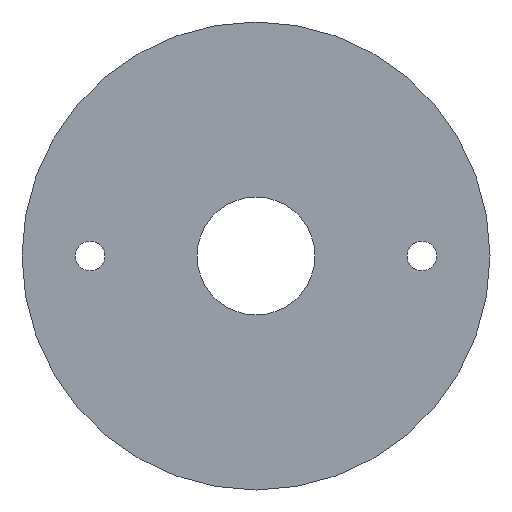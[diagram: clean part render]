
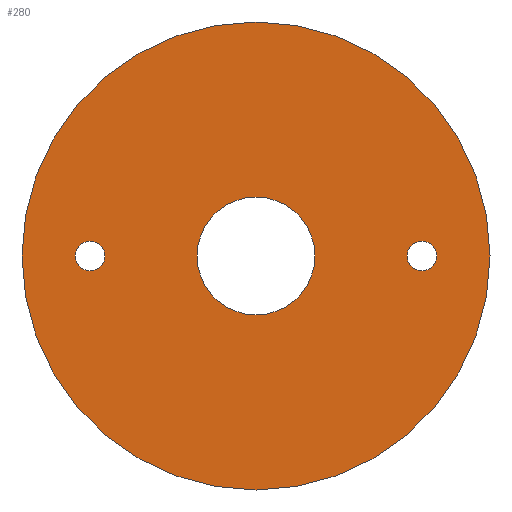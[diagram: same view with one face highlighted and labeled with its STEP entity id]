
A CAD part, front view. The second image highlights one B-rep face of the part: STEP entity #280.
In plain terms, the highlighted planar face has unit normal (0, -1, 0).
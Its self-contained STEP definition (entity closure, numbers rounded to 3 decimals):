
#8 = EDGE_LOOP ( 'NONE', ( #123, #117 ) ) ;
#10 = CIRCLE ( 'NONE', #245, 4. ) ;
#15 = EDGE_LOOP ( 'NONE', ( #89, #75 ) ) ;
#18 = ORIENTED_EDGE ( 'NONE', *, *, #241, .F. ) ;
#19 = FACE_BOUND ( 'NONE', #121, .T. ) ;
#21 = FACE_BOUND ( 'NONE', #8, .T. ) ;
#22 = FACE_OUTER_BOUND ( 'NONE', #108, .T. ) ;
#35 = CIRCLE ( 'NONE', #249, 63.5 ) ;
#46 = CIRCLE ( 'NONE', #389, 4. ) ;
#48 = CIRCLE ( 'NONE', #392, 16. ) ;
#49 = CIRCLE ( 'NONE', #268, 4. ) ;
#50 = CIRCLE ( 'NONE', #265, 4. ) ;
#60 = FACE_BOUND ( 'NONE', #15, .T. ) ;
#69 = CIRCLE ( 'NONE', #258, 63.5 ) ;
#70 = ORIENTED_EDGE ( 'NONE', *, *, #242, .T. ) ;
#75 = ORIENTED_EDGE ( 'NONE', *, *, #250, .T. ) ;
#84 = ORIENTED_EDGE ( 'NONE', *, *, #247, .F. ) ;
#89 = ORIENTED_EDGE ( 'NONE', *, *, #255, .T. ) ;
#90 = CIRCLE ( 'NONE', #252, 16. ) ;
#97 = ORIENTED_EDGE ( 'NONE', *, *, #271, .T. ) ;
#108 = EDGE_LOOP ( 'NONE', ( #18, #84 ) ) ;
#117 = ORIENTED_EDGE ( 'NONE', *, *, #262, .T. ) ;
#121 = EDGE_LOOP ( 'NONE', ( #97, #70 ) ) ;
#123 = ORIENTED_EDGE ( 'NONE', *, *, #261, .T. ) ;
#171 = CARTESIAN_POINT ( 'NONE',  ( 0., 0., -63.5 ) ) ;
#172 = VERTEX_POINT ( 'NONE', #225 ) ;
#174 = VERTEX_POINT ( 'NONE', #187 ) ;
#179 = DIRECTION ( 'NONE',  ( 0., 0., 1. ) ) ;
#180 = VERTEX_POINT ( 'NONE', #204 ) ;
#181 = CARTESIAN_POINT ( 'NONE',  ( 0., 0., 16. ) ) ;
#183 = CARTESIAN_POINT ( 'NONE',  ( 0., 0., 0. ) ) ;
#184 = DIRECTION ( 'NONE',  ( 0., 1., 0. ) ) ;
#187 = CARTESIAN_POINT ( 'NONE',  ( -45., 0., -4. ) ) ;
#188 = VERTEX_POINT ( 'NONE', #181 ) ;
#192 = DIRECTION ( 'NONE',  ( 0., 1., 0. ) ) ;
#195 = DIRECTION ( 'NONE',  ( 0., 0., 1. ) ) ;
#197 = CARTESIAN_POINT ( 'NONE',  ( -45., 0., 0. ) ) ;
#198 = CARTESIAN_POINT ( 'NONE',  ( 45., 0., 0. ) ) ;
#201 = CARTESIAN_POINT ( 'NONE',  ( 0., 0., 0. ) ) ;
#203 = CARTESIAN_POINT ( 'NONE',  ( 45., 0., -4. ) ) ;
#204 = CARTESIAN_POINT ( 'NONE',  ( -45., 0., 4. ) ) ;
#205 = CARTESIAN_POINT ( 'NONE',  ( 0., 0., 63.5 ) ) ;
#207 = DIRECTION ( 'NONE',  ( 0., 0., 1. ) ) ;
#208 = CARTESIAN_POINT ( 'NONE',  ( 45., 0., 4. ) ) ;
#209 = DIRECTION ( 'NONE',  ( 0., 1., 0. ) ) ;
#211 = VERTEX_POINT ( 'NONE', #203 ) ;
#215 = DIRECTION ( 'NONE',  ( 0., 0., 1. ) ) ;
#217 = VERTEX_POINT ( 'NONE', #171 ) ;
#219 = CARTESIAN_POINT ( 'NONE',  ( 0., 0., 0. ) ) ;
#220 = DIRECTION ( 'NONE',  ( 0., 0., 1. ) ) ;
#222 = DIRECTION ( 'NONE',  ( 0., 1., 0. ) ) ;
#225 = CARTESIAN_POINT ( 'NONE',  ( 0., 0., -16. ) ) ;
#229 = DIRECTION ( 'NONE',  ( 0., 1., 0. ) ) ;
#236 = VERTEX_POINT ( 'NONE', #205 ) ;
#237 = CARTESIAN_POINT ( 'NONE',  ( 45., 0., 0. ) ) ;
#238 = VERTEX_POINT ( 'NONE', #208 ) ;
#241 = EDGE_CURVE ( 'NONE', #217, #236, #69, .T. ) ;
#242 = EDGE_CURVE ( 'NONE', #188, #172, #90, .T. ) ;
#245 = AXIS2_PLACEMENT_3D ( 'NONE', #198, #229, #179 ) ;
#247 = EDGE_CURVE ( 'NONE', #236, #217, #35, .T. ) ;
#249 = AXIS2_PLACEMENT_3D ( 'NONE', #219, #209, #220 ) ;
#250 = EDGE_CURVE ( 'NONE', #211, #238, #50, .T. ) ;
#252 = AXIS2_PLACEMENT_3D ( 'NONE', #183, #222, #215 ) ;
#255 = EDGE_CURVE ( 'NONE', #238, #211, #10, .T. ) ;
#258 = AXIS2_PLACEMENT_3D ( 'NONE', #201, #192, #207 ) ;
#261 = EDGE_CURVE ( 'NONE', #180, #174, #49, .T. ) ;
#262 = EDGE_CURVE ( 'NONE', #174, #180, #46, .T. ) ;
#263 = AXIS2_PLACEMENT_3D ( 'NONE', #349, #362, #320 ) ;
#265 = AXIS2_PLACEMENT_3D ( 'NONE', #237, #184, #195 ) ;
#268 = AXIS2_PLACEMENT_3D ( 'NONE', #197, #358, #314 ) ;
#271 = EDGE_CURVE ( 'NONE', #172, #188, #48, .T. ) ;
#280 = ADVANCED_FACE ( 'NONE', ( #60, #21, #22, #19 ), #361, .F. ) ;
#313 = DIRECTION ( 'NONE',  ( 0., 0., 1. ) ) ;
#314 = DIRECTION ( 'NONE',  ( 0., 0., 1. ) ) ;
#320 = DIRECTION ( 'NONE',  ( 0., 0., 1. ) ) ;
#322 = DIRECTION ( 'NONE',  ( 0., 0., 1. ) ) ;
#327 = DIRECTION ( 'NONE',  ( 0., 1., 0. ) ) ;
#328 = DIRECTION ( 'NONE',  ( 0., 1., 0. ) ) ;
#349 = CARTESIAN_POINT ( 'NONE',  ( 0., 0., 0. ) ) ;
#358 = DIRECTION ( 'NONE',  ( 0., 1., 0. ) ) ;
#361 = PLANE ( 'NONE',  #263 ) ;
#362 = DIRECTION ( 'NONE',  ( 0., 1., 0. ) ) ;
#375 = CARTESIAN_POINT ( 'NONE',  ( -45., 0., 0. ) ) ;
#384 = CARTESIAN_POINT ( 'NONE',  ( 0., 0., 0. ) ) ;
#389 = AXIS2_PLACEMENT_3D ( 'NONE', #375, #328, #322 ) ;
#392 = AXIS2_PLACEMENT_3D ( 'NONE', #384, #327, #313 ) ;
